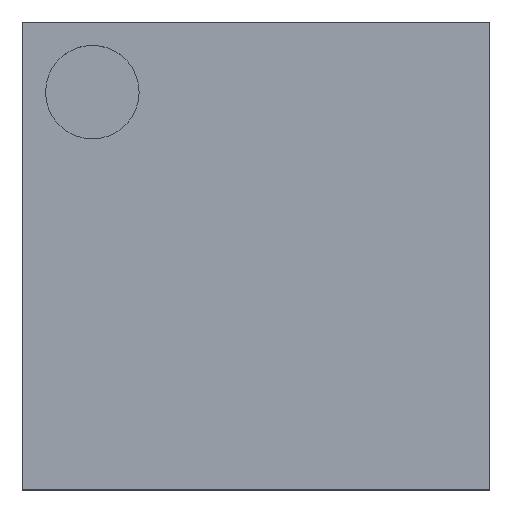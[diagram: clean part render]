
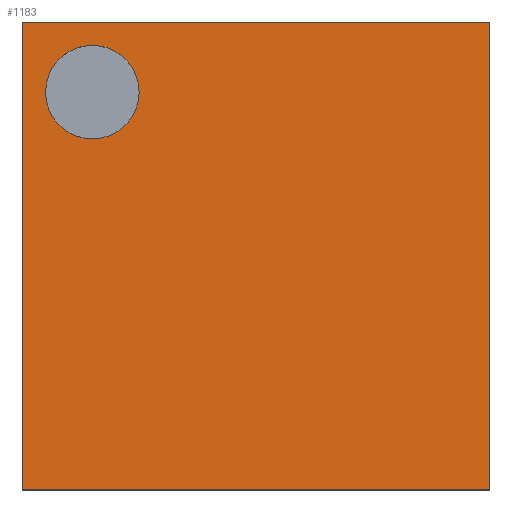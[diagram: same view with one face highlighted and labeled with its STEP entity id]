
A CAD part, top view. The second image highlights one B-rep face of the part: STEP entity #1183.
In plain terms, the highlighted planar face has unit normal (0, 0, 1).
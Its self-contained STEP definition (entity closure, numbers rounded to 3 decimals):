
#41=LINE('',#1689,#197);
#44=LINE('',#1695,#200);
#47=LINE('',#1701,#203);
#50=LINE('',#1705,#206);
#197=VECTOR('',#1367,10.);
#200=VECTOR('',#1372,10.);
#203=VECTOR('',#1377,10.);
#206=VECTOR('',#1382,10.);
#356=PLANE('',#1279);
#431=FACE_BOUND('',#520,.T.);
#438=FACE_OUTER_BOUND('',#519,.T.);
#519=EDGE_LOOP('',(#879,#880,#881,#882));
#520=EDGE_LOOP('',(#883));
#595=CIRCLE('',#1273,0.2);
#597=VERTEX_POINT('',#1679);
#600=VERTEX_POINT('',#1686);
#601=VERTEX_POINT('',#1688);
#603=VERTEX_POINT('',#1694);
#605=VERTEX_POINT('',#1700);
#703=EDGE_CURVE('',#597,#597,#595,.T.);
#706=EDGE_CURVE('',#601,#600,#41,.T.);
#709=EDGE_CURVE('',#603,#601,#44,.T.);
#712=EDGE_CURVE('',#605,#603,#47,.T.);
#715=EDGE_CURVE('',#600,#605,#50,.T.);
#879=ORIENTED_EDGE('',*,*,#715,.T.);
#880=ORIENTED_EDGE('',*,*,#712,.T.);
#881=ORIENTED_EDGE('',*,*,#709,.T.);
#882=ORIENTED_EDGE('',*,*,#706,.T.);
#883=ORIENTED_EDGE('',*,*,#703,.T.);
#1183=ADVANCED_FACE('',(#438,#431),#356,.T.);
#1273=AXIS2_PLACEMENT_3D('',#1680,#1359,#1360);
#1279=AXIS2_PLACEMENT_3D('',#1706,#1383,#1384);
#1359=DIRECTION('center_axis',(0.,0.,-1.));
#1360=DIRECTION('ref_axis',(-1.,0.,0.));
#1367=DIRECTION('',(1.,0.,0.));
#1372=DIRECTION('',(0.,-1.,0.));
#1377=DIRECTION('',(-1.,0.,0.));
#1382=DIRECTION('',(0.,1.,0.));
#1383=DIRECTION('center_axis',(0.,0.,1.));
#1384=DIRECTION('ref_axis',(1.,0.,0.));
#1679=CARTESIAN_POINT('',(-0.5,0.7,1.));
#1680=CARTESIAN_POINT('Origin',(-0.7,0.7,1.));
#1686=CARTESIAN_POINT('',(1.,-1.,1.));
#1688=CARTESIAN_POINT('',(-1.,-1.,1.));
#1689=CARTESIAN_POINT('',(-1.,-1.,1.));
#1694=CARTESIAN_POINT('',(-1.,1.,1.));
#1695=CARTESIAN_POINT('',(-1.,1.,1.));
#1700=CARTESIAN_POINT('',(1.,1.,1.));
#1701=CARTESIAN_POINT('',(1.,1.,1.));
#1705=CARTESIAN_POINT('',(1.,-1.,1.));
#1706=CARTESIAN_POINT('Origin',(0.,0.,1.));
